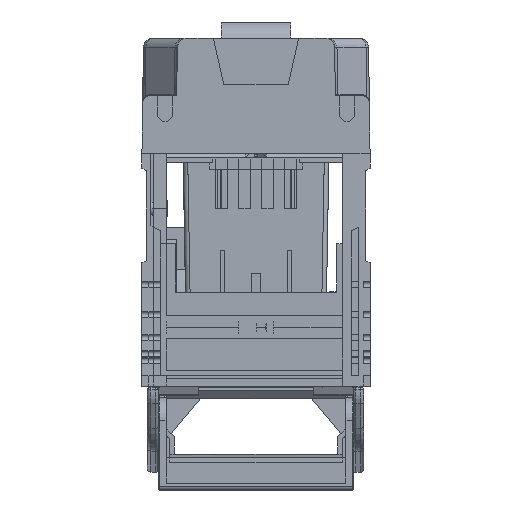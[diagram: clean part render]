
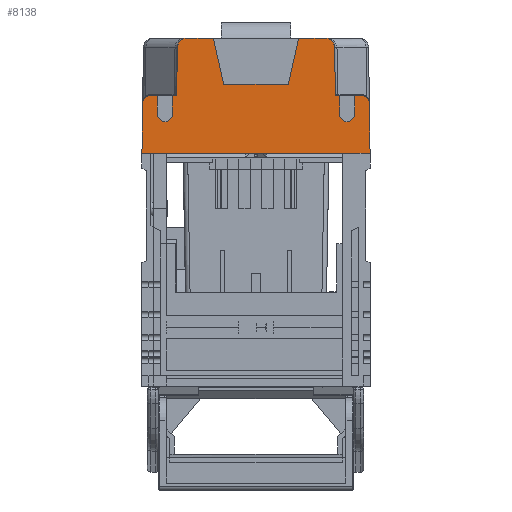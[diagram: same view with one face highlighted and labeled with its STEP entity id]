
A CAD part, front view. The second image highlights one B-rep face of the part: STEP entity #8138.
In plain terms, the highlighted planar face has unit normal (0, -1, 0).
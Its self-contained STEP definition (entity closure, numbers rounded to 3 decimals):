
#4497=CIRCLE('',#120503,4.);
#4510=CIRCLE('',#120533,4.);
#4546=CIRCLE('',#120644,0.5);
#4547=CIRCLE('',#120645,3.25);
#4548=CIRCLE('',#120646,3.);
#4549=CIRCLE('',#120647,3.);
#4550=CIRCLE('',#120648,3.25);
#4551=CIRCLE('',#120649,0.5);
#8138=ADVANCED_FACE('',(#18492),#14051,.T.);
#14051=PLANE('',#120650);
#18492=FACE_OUTER_BOUND('',#24677,.T.);
#24677=EDGE_LOOP('',(#35924,#35925,#35926,#35927,#35928,#35929,#35930,#35931,
#35932,#35933,#35934,#35935,#35936,#35937,#35938,#35939,#35940,#35941,#35942,
#35943,#35944,#35945,#35946,#35947,#35948,#35949));
#35924=ORIENTED_EDGE('',*,*,#78968,.T.);
#35925=ORIENTED_EDGE('',*,*,#78689,.F.);
#35926=ORIENTED_EDGE('',*,*,#79187,.T.);
#35927=ORIENTED_EDGE('',*,*,#79188,.F.);
#35928=ORIENTED_EDGE('',*,*,#79189,.T.);
#35929=ORIENTED_EDGE('',*,*,#78685,.F.);
#35930=ORIENTED_EDGE('',*,*,#78715,.T.);
#35931=ORIENTED_EDGE('',*,*,#78950,.T.);
#35932=ORIENTED_EDGE('',*,*,#79190,.T.);
#35933=ORIENTED_EDGE('',*,*,#78795,.T.);
#35934=ORIENTED_EDGE('',*,*,#79191,.F.);
#35935=ORIENTED_EDGE('',*,*,#79192,.F.);
#35936=ORIENTED_EDGE('',*,*,#79193,.F.);
#35937=ORIENTED_EDGE('',*,*,#78791,.T.);
#35938=ORIENTED_EDGE('',*,*,#79194,.T.);
#35939=ORIENTED_EDGE('',*,*,#79195,.T.);
#35940=ORIENTED_EDGE('',*,*,#78589,.F.);
#35941=ORIENTED_EDGE('',*,*,#79196,.T.);
#35942=ORIENTED_EDGE('',*,*,#79197,.T.);
#35943=ORIENTED_EDGE('',*,*,#78848,.T.);
#35944=ORIENTED_EDGE('',*,*,#79198,.F.);
#35945=ORIENTED_EDGE('',*,*,#79199,.F.);
#35946=ORIENTED_EDGE('',*,*,#79200,.F.);
#35947=ORIENTED_EDGE('',*,*,#78844,.T.);
#35948=ORIENTED_EDGE('',*,*,#79201,.T.);
#35949=ORIENTED_EDGE('',*,*,#78726,.F.);
#66485=VERTEX_POINT('',#165836);
#66486=VERTEX_POINT('',#165838);
#66575=VERTEX_POINT('',#166035);
#66576=VERTEX_POINT('',#166037);
#66579=VERTEX_POINT('',#166043);
#66580=VERTEX_POINT('',#166045);
#66604=VERTEX_POINT('',#166100);
#66615=VERTEX_POINT('',#166126);
#66616=VERTEX_POINT('',#166128);
#66680=VERTEX_POINT('',#166262);
#66681=VERTEX_POINT('',#166264);
#66684=VERTEX_POINT('',#166270);
#66685=VERTEX_POINT('',#166272);
#66727=VERTEX_POINT('',#166372);
#66728=VERTEX_POINT('',#166374);
#66731=VERTEX_POINT('',#166380);
#66732=VERTEX_POINT('',#166382);
#66815=VERTEX_POINT('',#166632);
#66976=VERTEX_POINT('',#167128);
#66977=VERTEX_POINT('',#167130);
#66978=VERTEX_POINT('',#167134);
#66979=VERTEX_POINT('',#167136);
#66980=VERTEX_POINT('',#167139);
#66981=VERTEX_POINT('',#167142);
#66982=VERTEX_POINT('',#167145);
#66983=VERTEX_POINT('',#167147);
#78589=EDGE_CURVE('',#66485,#66486,#95259,.T.);
#78685=EDGE_CURVE('',#66575,#66576,#95332,.T.);
#78689=EDGE_CURVE('',#66579,#66580,#95336,.T.);
#78715=EDGE_CURVE('',#66575,#66604,#4497,.T.);
#78726=EDGE_CURVE('',#66615,#66616,#95367,.T.);
#78791=EDGE_CURVE('',#66681,#66680,#95431,.T.);
#78795=EDGE_CURVE('',#66685,#66684,#95435,.T.);
#78844=EDGE_CURVE('',#66728,#66727,#95483,.T.);
#78848=EDGE_CURVE('',#66732,#66731,#95487,.T.);
#78950=EDGE_CURVE('',#66604,#66815,#95566,.T.);
#78968=EDGE_CURVE('',#66615,#66580,#4510,.T.);
#79187=EDGE_CURVE('',#66579,#66976,#95754,.T.);
#79188=EDGE_CURVE('',#66977,#66976,#95755,.T.);
#79189=EDGE_CURVE('',#66977,#66576,#95756,.T.);
#79190=EDGE_CURVE('',#66815,#66685,#4546,.T.);
#79191=EDGE_CURVE('',#66978,#66684,#95757,.T.);
#79192=EDGE_CURVE('',#66979,#66978,#4547,.T.);
#79193=EDGE_CURVE('',#66681,#66979,#95758,.T.);
#79194=EDGE_CURVE('',#66680,#66980,#4548,.T.);
#79195=EDGE_CURVE('',#66980,#66486,#95759,.T.);
#79196=EDGE_CURVE('',#66485,#66981,#95760,.T.);
#79197=EDGE_CURVE('',#66981,#66732,#4549,.T.);
#79198=EDGE_CURVE('',#66982,#66731,#95761,.T.);
#79199=EDGE_CURVE('',#66983,#66982,#4550,.T.);
#79200=EDGE_CURVE('',#66728,#66983,#95762,.T.);
#79201=EDGE_CURVE('',#66727,#66616,#4551,.T.);
#95259=LINE('',#165837,#108116);
#95332=LINE('',#166036,#108189);
#95336=LINE('',#166044,#108193);
#95367=LINE('',#166127,#108224);
#95431=LINE('',#166263,#108288);
#95435=LINE('',#166271,#108292);
#95483=LINE('',#166373,#108340);
#95487=LINE('',#166381,#108344);
#95566=LINE('',#166633,#108423);
#95754=LINE('',#167127,#108611);
#95755=LINE('',#167129,#108612);
#95756=LINE('',#167131,#108613);
#95757=LINE('',#167133,#108614);
#95758=LINE('',#167137,#108615);
#95759=LINE('',#167140,#108616);
#95760=LINE('',#167141,#108617);
#95761=LINE('',#167144,#108618);
#95762=LINE('',#167148,#108619);
#108116=VECTOR('',#133431,1.);
#108189=VECTOR('',#133560,1.);
#108193=VECTOR('',#133564,1.);
#108224=VECTOR('',#133607,1.);
#108288=VECTOR('',#133673,1.);
#108292=VECTOR('',#133677,1.);
#108340=VECTOR('',#133727,1.);
#108344=VECTOR('',#133731,1.);
#108423=VECTOR('',#133848,1.);
#108611=VECTOR('',#134272,1.);
#108612=VECTOR('',#134273,1.);
#108613=VECTOR('',#134274,1.);
#108614=VECTOR('',#134277,1.);
#108615=VECTOR('',#134280,1.);
#108616=VECTOR('',#134283,1.);
#108617=VECTOR('',#134284,1.);
#108618=VECTOR('',#134287,1.);
#108619=VECTOR('',#134290,1.);
#120503=AXIS2_PLACEMENT_3D('',#166101,#133594,#133595);
#120533=AXIS2_PLACEMENT_3D('',#166670,#133876,#133877);
#120644=AXIS2_PLACEMENT_3D('',#167132,#134275,#134276);
#120645=AXIS2_PLACEMENT_3D('',#167135,#134278,#134279);
#120646=AXIS2_PLACEMENT_3D('',#167138,#134281,#134282);
#120647=AXIS2_PLACEMENT_3D('',#167143,#134285,#134286);
#120648=AXIS2_PLACEMENT_3D('',#167146,#134288,#134289);
#120649=AXIS2_PLACEMENT_3D('',#167149,#134291,#134292);
#120650=AXIS2_PLACEMENT_3D('',#167150,#134293,#134294);
#133431=DIRECTION('',(-1.,0.,0.));
#133560=DIRECTION('',(1.,0.,0.));
#133564=DIRECTION('',(1.,0.,0.));
#133594=DIRECTION('',(0.,-1.,0.));
#133595=DIRECTION('',(0.,0.,1.));
#133607=DIRECTION('',(0.021,0.,-1.));
#133673=DIRECTION('',(-1.,0.,0.));
#133677=DIRECTION('',(-1.,0.,0.));
#133727=DIRECTION('',(-1.,0.,0.));
#133731=DIRECTION('',(-1.,0.,0.));
#133848=DIRECTION('',(-0.021,0.,-1.));
#133876=DIRECTION('',(0.,-1.,0.));
#133877=DIRECTION('',(1.,0.,0.021));
#134272=DIRECTION('',(-0.22,0.,-0.976));
#134273=DIRECTION('',(1.,0.,0.));
#134274=DIRECTION('',(-0.22,0.,0.976));
#134275=DIRECTION('',(0.,1.,0.));
#134276=DIRECTION('',(1.,0.,-0.021));
#134277=DIRECTION('',(0.,0.,1.));
#134278=DIRECTION('',(0.,-1.,0.));
#134279=DIRECTION('',(-1.,0.,0.));
#134280=DIRECTION('',(0.,0.,-1.));
#134281=DIRECTION('',(0.,-1.,0.));
#134282=DIRECTION('',(0.,0.,1.));
#134283=DIRECTION('',(-0.014,0.,-1.));
#134284=DIRECTION('',(-0.014,0.,1.));
#134285=DIRECTION('',(0.,-1.,0.));
#134286=DIRECTION('',(1.,0.,0.014));
#134287=DIRECTION('',(0.,0.,1.));
#134288=DIRECTION('',(0.,-1.,0.));
#134289=DIRECTION('',(-1.,0.,0.));
#134290=DIRECTION('',(0.,0.,-1.));
#134291=DIRECTION('',(0.,1.,0.));
#134292=DIRECTION('',(0.,0.,-1.));
#134293=DIRECTION('',(0.,-1.,0.));
#134294=DIRECTION('',(1.,0.,0.));
#165836=CARTESIAN_POINT('',(403.561,555.465,-137.082));
#165837=CARTESIAN_POINT('',(403.561,555.465,-137.082));
#165838=CARTESIAN_POINT('',(304.561,555.465,-137.082));
#166035=CARTESIAN_POINT('',(324.002,555.465,-87.082));
#166036=CARTESIAN_POINT('',(324.002,555.465,-87.082));
#166037=CARTESIAN_POINT('',(335.561,555.465,-87.082));
#166043=CARTESIAN_POINT('',(372.561,555.465,-87.082));
#166044=CARTESIAN_POINT('',(372.561,555.465,-87.082));
#166045=CARTESIAN_POINT('',(384.12,555.465,-87.082));
#166100=CARTESIAN_POINT('',(320.003,555.465,-90.998));
#166101=CARTESIAN_POINT('',(324.002,555.465,-91.082));
#166126=CARTESIAN_POINT('',(388.119,555.465,-90.998));
#166127=CARTESIAN_POINT('',(388.119,555.465,-90.998));
#166128=CARTESIAN_POINT('',(388.551,555.465,-111.593));
#166262=CARTESIAN_POINT('',(307.868,555.465,-112.082));
#166263=CARTESIAN_POINT('',(311.311,555.465,-112.082));
#166264=CARTESIAN_POINT('',(311.311,555.465,-112.082));
#166270=CARTESIAN_POINT('',(317.811,555.465,-112.082));
#166271=CARTESIAN_POINT('',(319.071,555.465,-112.082));
#166272=CARTESIAN_POINT('',(319.071,555.465,-112.082));
#166372=CARTESIAN_POINT('',(389.051,555.465,-112.082));
#166373=CARTESIAN_POINT('',(390.311,555.465,-112.082));
#166374=CARTESIAN_POINT('',(390.311,555.465,-112.082));
#166380=CARTESIAN_POINT('',(396.811,555.465,-112.082));
#166381=CARTESIAN_POINT('',(400.253,555.465,-112.082));
#166382=CARTESIAN_POINT('',(400.253,555.465,-112.082));
#166632=CARTESIAN_POINT('',(319.571,555.465,-111.593));
#166633=CARTESIAN_POINT('',(320.003,555.465,-90.998));
#166670=CARTESIAN_POINT('',(384.12,555.465,-91.082));
#167127=CARTESIAN_POINT('',(372.561,555.465,-87.082));
#167128=CARTESIAN_POINT('',(368.061,555.465,-107.082));
#167129=CARTESIAN_POINT('',(340.061,555.465,-107.082));
#167130=CARTESIAN_POINT('',(340.061,555.465,-107.082));
#167131=CARTESIAN_POINT('',(340.061,555.465,-107.082));
#167132=CARTESIAN_POINT('',(319.071,555.465,-111.582));
#167133=CARTESIAN_POINT('',(317.811,555.465,-120.082));
#167134=CARTESIAN_POINT('',(317.811,555.465,-120.082));
#167135=CARTESIAN_POINT('',(314.561,555.465,-120.082));
#167136=CARTESIAN_POINT('',(311.311,555.465,-120.082));
#167137=CARTESIAN_POINT('',(311.311,555.465,-112.082));
#167138=CARTESIAN_POINT('',(307.868,555.465,-115.082));
#167139=CARTESIAN_POINT('',(304.869,555.465,-115.04));
#167140=CARTESIAN_POINT('',(304.869,555.465,-115.04));
#167141=CARTESIAN_POINT('',(403.561,555.465,-137.082));
#167142=CARTESIAN_POINT('',(403.253,555.465,-115.04));
#167143=CARTESIAN_POINT('',(400.253,555.465,-115.082));
#167144=CARTESIAN_POINT('',(396.811,555.465,-120.082));
#167145=CARTESIAN_POINT('',(396.811,555.465,-120.082));
#167146=CARTESIAN_POINT('',(393.561,555.465,-120.082));
#167147=CARTESIAN_POINT('',(390.311,555.465,-120.082));
#167148=CARTESIAN_POINT('',(390.311,555.465,-112.082));
#167149=CARTESIAN_POINT('',(389.051,555.465,-111.582));
#167150=CARTESIAN_POINT('',(403.561,555.465,-87.082));
